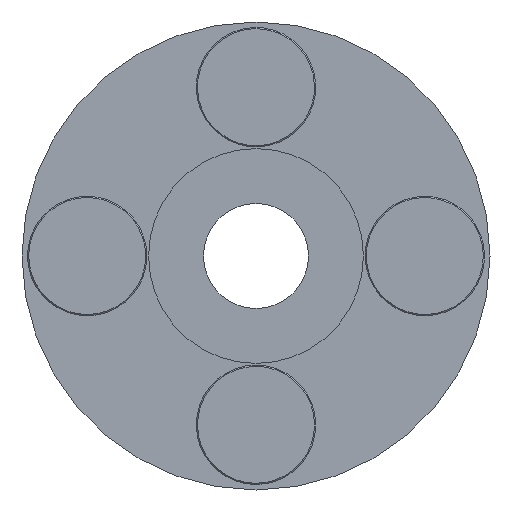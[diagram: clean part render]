
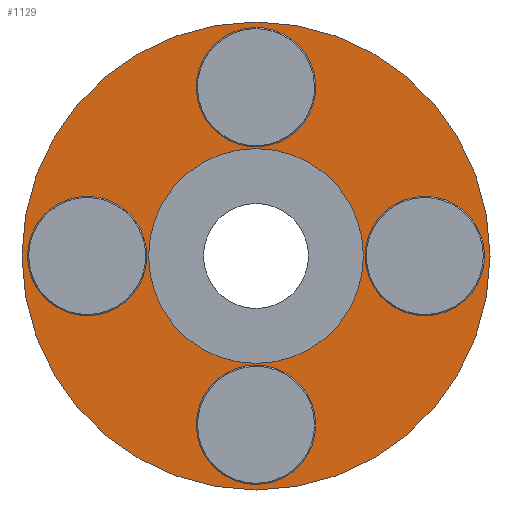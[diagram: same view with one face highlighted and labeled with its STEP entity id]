
A CAD part, front view. The second image highlights one B-rep face of the part: STEP entity #1129.
In plain terms, the highlighted planar face has unit normal (0, -1, 0).
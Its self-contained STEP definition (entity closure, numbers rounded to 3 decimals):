
#129=FACE_BOUND('',#283,.T.);
#130=FACE_BOUND('',#284,.T.);
#131=FACE_BOUND('',#285,.T.);
#132=FACE_BOUND('',#286,.T.);
#133=FACE_BOUND('',#287,.T.);
#153=PLANE('',#1356);
#203=FACE_OUTER_BOUND('',#282,.T.);
#282=EDGE_LOOP('',(#876));
#283=EDGE_LOOP('',(#877));
#284=EDGE_LOOP('',(#878));
#285=EDGE_LOOP('',(#879));
#286=EDGE_LOOP('',(#880));
#287=EDGE_LOOP('',(#881));
#480=CIRCLE('',#1310,22.5);
#491=CIRCLE('',#1329,2.75);
#495=CIRCLE('',#1336,2.75);
#499=CIRCLE('',#1343,2.75);
#503=CIRCLE('',#1350,2.75);
#506=CIRCLE('',#1357,49.);
#550=VERTEX_POINT('',#1861);
#566=VERTEX_POINT('',#1977);
#570=VERTEX_POINT('',#1990);
#574=VERTEX_POINT('',#2003);
#578=VERTEX_POINT('',#2016);
#581=VERTEX_POINT('',#2030);
#645=EDGE_CURVE('',#550,#550,#480,.T.);
#668=EDGE_CURVE('',#566,#566,#491,.T.);
#674=EDGE_CURVE('',#570,#570,#495,.T.);
#680=EDGE_CURVE('',#574,#574,#499,.T.);
#686=EDGE_CURVE('',#578,#578,#503,.T.);
#692=EDGE_CURVE('',#581,#581,#506,.T.);
#876=ORIENTED_EDGE('',*,*,#692,.F.);
#877=ORIENTED_EDGE('',*,*,#645,.T.);
#878=ORIENTED_EDGE('',*,*,#668,.T.);
#879=ORIENTED_EDGE('',*,*,#674,.T.);
#880=ORIENTED_EDGE('',*,*,#680,.T.);
#881=ORIENTED_EDGE('',*,*,#686,.T.);
#1129=ADVANCED_FACE('',(#203,#129,#130,#131,#132,#133),#153,.T.);
#1310=AXIS2_PLACEMENT_3D('',#1862,#1475,#1476);
#1329=AXIS2_PLACEMENT_3D('',#1979,#1520,#1521);
#1336=AXIS2_PLACEMENT_3D('',#1992,#1536,#1537);
#1343=AXIS2_PLACEMENT_3D('',#2005,#1552,#1553);
#1350=AXIS2_PLACEMENT_3D('',#2018,#1568,#1569);
#1356=AXIS2_PLACEMENT_3D('',#2029,#1583,#1584);
#1357=AXIS2_PLACEMENT_3D('',#2031,#1585,#1586);
#1475=DIRECTION('center_axis',(0.,1.,0.));
#1476=DIRECTION('ref_axis',(-1.,0.,0.));
#1520=DIRECTION('center_axis',(0.,1.,0.));
#1521=DIRECTION('ref_axis',(0.,0.,
1.));
#1536=DIRECTION('center_axis',(0.,1.,0.));
#1537=DIRECTION('ref_axis',(-1.,0.,0.));
#1552=DIRECTION('center_axis',(0.,1.,0.));
#1553=DIRECTION('ref_axis',(0.,0.,-1.));
#1568=DIRECTION('center_axis',(0.,1.,0.));
#1569=DIRECTION('ref_axis',(1.,0.,0.));
#1583=DIRECTION('center_axis',(0.,-1.,0.));
#1584=DIRECTION('ref_axis',(0.,0.,-1.));
#1585=DIRECTION('center_axis',(0.,1.,0.));
#1586=DIRECTION('ref_axis',(1.,0.,0.));
#1861=CARTESIAN_POINT('',(22.5,0.,0.));
#1862=CARTESIAN_POINT('Origin',(0.,0.,0.));
#1977=CARTESIAN_POINT('',(0.,0.,-38.1));
#1979=CARTESIAN_POINT('Origin',(0.,0.,
-35.35));
#1990=CARTESIAN_POINT('',(38.1,0.,0.));
#1992=CARTESIAN_POINT('Origin',(35.35,0.,0.));
#2003=CARTESIAN_POINT('',(0.,0.,38.1));
#2005=CARTESIAN_POINT('Origin',(0.,0.,
35.35));
#2016=CARTESIAN_POINT('',(-38.1,0.,0.));
#2018=CARTESIAN_POINT('Origin',(-35.35,0.,0.));
#2029=CARTESIAN_POINT('Origin',(-49.,0.,0.));
#2030=CARTESIAN_POINT('',(49.,0.,0.));
#2031=CARTESIAN_POINT('Origin',(0.,0.,
0.));
